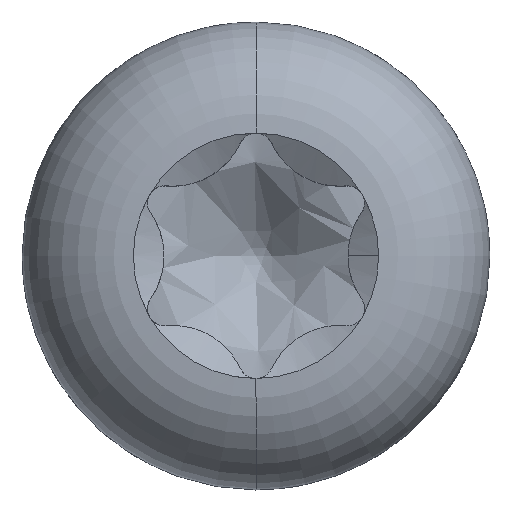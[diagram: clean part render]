
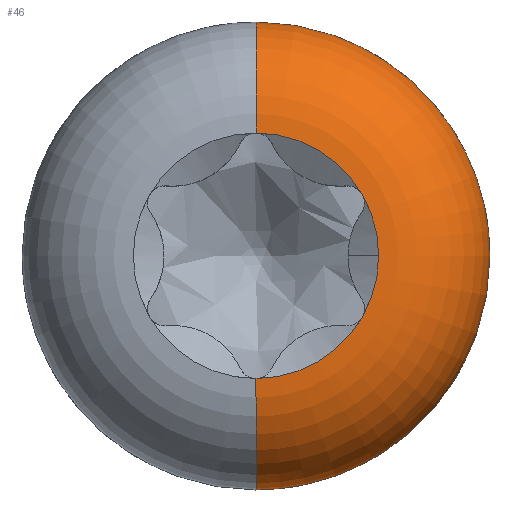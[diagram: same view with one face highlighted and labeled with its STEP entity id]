
A CAD part, top view. The second image highlights one B-rep face of the part: STEP entity #46.
In plain terms, the highlighted toroidal (fillet/blend) face has major radius 1.092 mm and minor radius 0.991 mm.
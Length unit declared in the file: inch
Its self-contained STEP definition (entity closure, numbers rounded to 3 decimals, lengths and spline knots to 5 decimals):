
#46 = ADVANCED_FACE ( 'NONE', ( #241 ), #232, .T. ) ;
#158 = VERTEX_POINT ( 'NONE', #1090 ) ;
#159 = VERTEX_POINT ( 'NONE', #1091 ) ;
#171 = VERTEX_POINT ( 'NONE', #1103 ) ;
#175 = VERTEX_POINT ( 'NONE', #1107 ) ;
#182 = VERTEX_POINT ( 'NONE', #1114 ) ;
#198 = VERTEX_POINT ( 'NONE', #1130 ) ;
#232 = TOROIDAL_SURFACE ( 'NONE', #1242, 0.043, 0.039 ) ;
#241 = FACE_OUTER_BOUND ( 'NONE', #1849, .T. ) ;
#272 = CIRCLE ( 'NONE', #1252, 0.043 ) ;
#301 = CIRCLE ( 'NONE', #1269, 0.043 ) ;
#310 = CIRCLE ( 'NONE', #1270, 0.039 ) ;
#313 = CIRCLE ( 'NONE', #1271, 0.039 ) ;
#317 = CIRCLE ( 'NONE', #1274, 0.043 ) ;
#328 = CIRCLE ( 'NONE', #1276, 0.043 ) ;
#754 = CARTESIAN_POINT ( 'NONE',  ( 0.082, -0.01073, 0.007 ) ) ;
#761 = CARTESIAN_POINT ( 'NONE',  ( 0.082, 0., 0.00695 ) ) ;
#765 = CARTESIAN_POINT ( 'NONE',  ( 0.07987, -0.02146, 0.007 ) ) ;
#766 = CARTESIAN_POINT ( 'NONE',  ( 0.07165, -0.0413, 0.007 ) ) ;
#767 = CARTESIAN_POINT ( 'NONE',  ( 0.06557, -0.05039, 0.007 ) ) ;
#768 = CARTESIAN_POINT ( 'NONE',  ( 0.05039, -0.06557, 0.007 ) ) ;
#769 = CARTESIAN_POINT ( 'NONE',  ( 0.0413, -0.07165, 0.007 ) ) ;
#770 = CARTESIAN_POINT ( 'NONE',  ( 0.02146, -0.07987, 0.007 ) ) ;
#771 = CARTESIAN_POINT ( 'NONE',  ( 0.01073, -0.082, 0.007 ) ) ;
#772 = CARTESIAN_POINT ( 'NONE',  ( 0., -0.082, 0.00695 ) ) ;
#1009 = B_SPLINE_CURVE_WITH_KNOTS ( 'NONE', 3,
 ( #1722, #1723, #1731, #1732, #1733, #1734, #1735, #1736, #1737, #1738 ),
 .UNSPECIFIED., .F., .F.,
 ( 4, 2, 2, 2, 4 ),
 ( 0.25, 0.3125, 0.375, 0.4375, 0.5 ),
 .UNSPECIFIED. ) ;
#1043 = B_SPLINE_CURVE_WITH_KNOTS ( 'NONE', 3,
 ( #761, #754, #765, #766, #767, #768, #769, #770, #771, #772 ),
 .UNSPECIFIED., .F., .F.,
 ( 4, 2, 2, 2, 4 ),
 ( 0.5, 0.5625, 0.625, 0.6875, 0.75 ),
 .UNSPECIFIED. ) ;
#1071 = CARTESIAN_POINT ( 'NONE',  ( 0., 0., 0.007 ) ) ;
#1074 = DIRECTION ( 'NONE',  ( 0., 0., -1. ) ) ;
#1075 = DIRECTION ( 'NONE',  ( 0., 1., 0. ) ) ;
#1090 = CARTESIAN_POINT ( 'NONE',  ( 0.03724, 0.0215, 0.046 ) ) ;
#1091 = CARTESIAN_POINT ( 'NONE',  ( 0.043, 0., 0.046 ) ) ;
#1103 = CARTESIAN_POINT ( 'NONE',  ( 0., 0.082, 0.00695 ) ) ;
#1107 = CARTESIAN_POINT ( 'NONE',  ( 0., -0.082, 0.00695 ) ) ;
#1114 = CARTESIAN_POINT ( 'NONE',  ( 0., -0.043, 0.046 ) ) ;
#1130 = CARTESIAN_POINT ( 'NONE',  ( 0.03724, -0.0215, 0.046 ) ) ;
#1153 = CARTESIAN_POINT ( 'NONE',  ( 0., 0.043, 0.046 ) ) ;
#1177 = CARTESIAN_POINT ( 'NONE',  ( 0.082, 0., 0.00695 ) ) ;
#1242 = AXIS2_PLACEMENT_3D ( 'NONE', #1071, #1074, #1075 ) ;
#1252 = AXIS2_PLACEMENT_3D ( 'NONE', #2396, #2397, #2398 ) ;
#1269 = AXIS2_PLACEMENT_3D ( 'NONE', #1536, #1537, #1538 ) ;
#1270 = AXIS2_PLACEMENT_3D ( 'NONE', #1574, #1575, #1576 ) ;
#1271 = AXIS2_PLACEMENT_3D ( 'NONE', #1595, #1596, #1597 ) ;
#1274 = AXIS2_PLACEMENT_3D ( 'NONE', #1629, #1630, #1631 ) ;
#1276 = AXIS2_PLACEMENT_3D ( 'NONE', #1713, #1714, #1715 ) ;
#1536 = CARTESIAN_POINT ( 'NONE',  ( 0., 0., 0.046 ) ) ;
#1537 = DIRECTION ( 'NONE',  ( 0., 0., -1. ) ) ;
#1538 = DIRECTION ( 'NONE',  ( 0., 1., 0. ) ) ;
#1574 = CARTESIAN_POINT ( 'NONE',  ( 0., -0.043, 0.007 ) ) ;
#1575 = DIRECTION ( 'NONE',  ( 1., 0., 0. ) ) ;
#1576 = DIRECTION ( 'NONE',  ( 0., 1., 0. ) ) ;
#1595 = CARTESIAN_POINT ( 'NONE',  ( 0., 0.043, 0.007 ) ) ;
#1596 = DIRECTION ( 'NONE',  ( -1., 0., 0. ) ) ;
#1597 = DIRECTION ( 'NONE',  ( 0., 0., 1. ) ) ;
#1629 = CARTESIAN_POINT ( 'NONE',  ( 0., 0., 0.046 ) ) ;
#1630 = DIRECTION ( 'NONE',  ( 0., 0., -1. ) ) ;
#1631 = DIRECTION ( 'NONE',  ( 0., 1., 0. ) ) ;
#1713 = CARTESIAN_POINT ( 'NONE',  ( 0., 0., 0.046 ) ) ;
#1714 = DIRECTION ( 'NONE',  ( 0., 0., -1. ) ) ;
#1715 = DIRECTION ( 'NONE',  ( 0., 1., 0. ) ) ;
#1722 = CARTESIAN_POINT ( 'NONE',  ( 0., 0.082, 0.00695 ) ) ;
#1723 = CARTESIAN_POINT ( 'NONE',  ( 0.01073, 0.082, 0.007 ) ) ;
#1731 = CARTESIAN_POINT ( 'NONE',  ( 0.02146, 0.07987, 0.007 ) ) ;
#1732 = CARTESIAN_POINT ( 'NONE',  ( 0.0413, 0.07165, 0.007 ) ) ;
#1733 = CARTESIAN_POINT ( 'NONE',  ( 0.05039, 0.06557, 0.007 ) ) ;
#1734 = CARTESIAN_POINT ( 'NONE',  ( 0.06557, 0.05039, 0.007 ) ) ;
#1735 = CARTESIAN_POINT ( 'NONE',  ( 0.07165, 0.0413, 0.007 ) ) ;
#1736 = CARTESIAN_POINT ( 'NONE',  ( 0.07987, 0.02146, 0.007 ) ) ;
#1737 = CARTESIAN_POINT ( 'NONE',  ( 0.082, 0.01073, 0.007 ) ) ;
#1738 = CARTESIAN_POINT ( 'NONE',  ( 0.082, 0., 0.00695 ) ) ;
#1811 = VERTEX_POINT ( 'NONE', #1153 ) ;
#1838 = VERTEX_POINT ( 'NONE', #1177 ) ;
#1849 = EDGE_LOOP ( 'NONE', ( #2834, #2836, #2838, #2841, #2843, #2845, #2847, #2849 ) ) ;
#2396 = CARTESIAN_POINT ( 'NONE',  ( 0., 0., 0.046 ) ) ;
#2397 = DIRECTION ( 'NONE',  ( 0., 0., -1. ) ) ;
#2398 = DIRECTION ( 'NONE',  ( 0., 1., 0. ) ) ;
#2834 = ORIENTED_EDGE ( 'NONE', *, *, #3117, .T. ) ;
#2836 = ORIENTED_EDGE ( 'NONE', *, *, #3125, .T. ) ;
#2838 = ORIENTED_EDGE ( 'NONE', *, *, #3176, .F. ) ;
#2841 = ORIENTED_EDGE ( 'NONE', *, *, #3156, .F. ) ;
#2843 = ORIENTED_EDGE ( 'NONE', *, *, #3129, .F. ) ;
#2845 = ORIENTED_EDGE ( 'NONE', *, *, #3153, .T. ) ;
#2847 = ORIENTED_EDGE ( 'NONE', *, *, #3092, .T. ) ;
#2849 = ORIENTED_EDGE ( 'NONE', *, *, #3136, .T. ) ;
#3092 = EDGE_CURVE ( 'NONE', #158, #159, #272, .T. ) ;
#3117 = EDGE_CURVE ( 'NONE', #198, #182, #301, .T. ) ;
#3125 = EDGE_CURVE ( 'NONE', #182, #175, #310, .T. ) ;
#3129 = EDGE_CURVE ( 'NONE', #1811, #171, #313, .T. ) ;
#3136 = EDGE_CURVE ( 'NONE', #159, #198, #317, .T. ) ;
#3153 = EDGE_CURVE ( 'NONE', #1811, #158, #328, .T. ) ;
#3156 = EDGE_CURVE ( 'NONE', #171, #1838, #1009, .T. ) ;
#3176 = EDGE_CURVE ( 'NONE', #1838, #175, #1043, .T. ) ;
